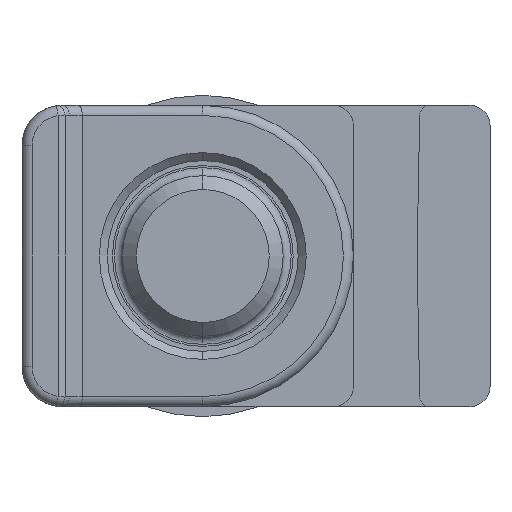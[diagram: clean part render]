
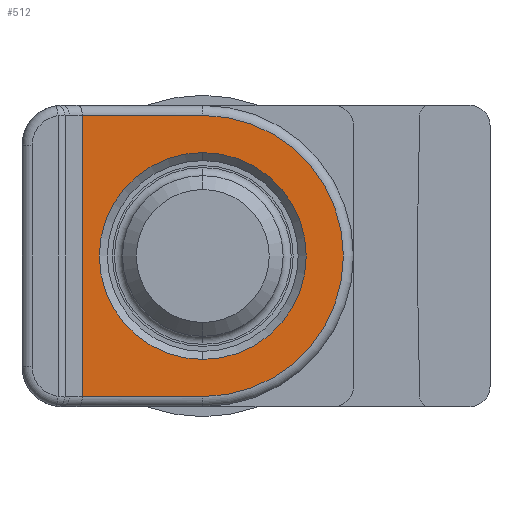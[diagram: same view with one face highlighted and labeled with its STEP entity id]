
A CAD part, front view. The second image highlights one B-rep face of the part: STEP entity #512.
In plain terms, the highlighted planar face has unit normal (0, -1, 0).
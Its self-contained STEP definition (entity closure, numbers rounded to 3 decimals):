
#403 = EDGE_CURVE ( 'NONE', #404, #435, #1636, .T. ) ;
#404 = VERTEX_POINT ( 'NONE', #1650 ) ;
#435 = VERTEX_POINT ( 'NONE', #1802 ) ;
#487 = EDGE_CURVE ( 'NONE', #435, #404, #1784, .T. ) ;
#489 = ORIENTED_EDGE ( 'NONE', *, *, #2696, .T. ) ;
#490 = ORIENTED_EDGE ( 'NONE', *, *, #493, .T. ) ;
#493 = EDGE_CURVE ( 'NONE', #2586, #519, #1865, .T. ) ;
#494 = ORIENTED_EDGE ( 'NONE', *, *, #544, .T. ) ;
#496 = EDGE_LOOP ( 'NONE', ( #507, #548 ) ) ;
#507 = ORIENTED_EDGE ( 'NONE', *, *, #403, .T. ) ;
#512 = ADVANCED_FACE ( 'NONE', ( #1879, #1902 ), #1728, .F. ) ;
#513 = VERTEX_POINT ( 'NONE', #1938 ) ;
#519 = VERTEX_POINT ( 'NONE', #2022 ) ;
#523 = EDGE_LOOP ( 'NONE', ( #494, #2684, #489, #490 ) ) ;
#544 = EDGE_CURVE ( 'NONE', #519, #513, #1944, .T. ) ;
#548 = ORIENTED_EDGE ( 'NONE', *, *, #487, .T. ) ;
#1617 = DIRECTION ( 'NONE',  ( 0., 0., 1. ) ) ;
#1618 = DIRECTION ( 'NONE',  ( 0., 1., 0. ) ) ;
#1619 = CARTESIAN_POINT ( 'NONE',  ( 0., 0., 0. ) ) ;
#1622 = AXIS2_PLACEMENT_3D ( 'NONE', #1727, #1719, #1725 ) ;
#1636 = CIRCLE ( 'NONE', #1648, 5.15 ) ;
#1648 = AXIS2_PLACEMENT_3D ( 'NONE', #1619, #1618, #1617 ) ;
#1650 = CARTESIAN_POINT ( 'NONE',  ( 0., 0., -5.15 ) ) ;
#1719 = DIRECTION ( 'NONE',  ( 0., 1., 0. ) ) ;
#1725 = DIRECTION ( 'NONE',  ( 0., 0., 1. ) ) ;
#1727 = CARTESIAN_POINT ( 'NONE',  ( 0., 0., 0. ) ) ;
#1728 = PLANE ( 'NONE',  #1622 ) ;
#1784 = CIRCLE ( 'NONE', #1877, 5.15 ) ;
#1802 = CARTESIAN_POINT ( 'NONE',  ( 0., 0., 5.15 ) ) ;
#1839 = VECTOR ( 'NONE', #1872, 1000. ) ;
#1865 = LINE ( 'NONE', #1873, #1839 ) ;
#1872 = DIRECTION ( 'NONE',  ( -1., 0., 0. ) ) ;
#1873 = CARTESIAN_POINT ( 'NONE',  ( 0., 0., 7. ) ) ;
#1874 = DIRECTION ( 'NONE',  ( 0., 0., 1. ) ) ;
#1875 = DIRECTION ( 'NONE',  ( 0., 1., 0. ) ) ;
#1876 = CARTESIAN_POINT ( 'NONE',  ( 0., 0., 0. ) ) ;
#1877 = AXIS2_PLACEMENT_3D ( 'NONE', #1876, #1875, #1874 ) ;
#1879 = FACE_BOUND ( 'NONE', #496, .T. ) ;
#1902 = FACE_OUTER_BOUND ( 'NONE', #523, .T. ) ;
#1936 = DIRECTION ( 'NONE',  ( 0., 0., -1. ) ) ;
#1937 = VECTOR ( 'NONE', #1936, 1000. ) ;
#1938 = CARTESIAN_POINT ( 'NONE',  ( -6., 0., -7. ) ) ;
#1944 = LINE ( 'NONE', #1985, #1937 ) ;
#1985 = CARTESIAN_POINT ( 'NONE',  ( -6., 0., 7.5 ) ) ;
#2022 = CARTESIAN_POINT ( 'NONE',  ( -6., 0., 7. ) ) ;
#2049 = DIRECTION ( 'NONE',  ( 1., 0., 0. ) ) ;
#2100 = VECTOR ( 'NONE', #2049, 1000. ) ;
#2101 = CARTESIAN_POINT ( 'NONE',  ( 0., 0., -7. ) ) ;
#2102 = LINE ( 'NONE', #2101, #2100 ) ;
#2347 = CARTESIAN_POINT ( 'NONE',  ( 0., 0., -7. ) ) ;
#2389 = CARTESIAN_POINT ( 'NONE',  ( 0., 0., 7. ) ) ;
#2442 = AXIS2_PLACEMENT_3D ( 'NONE', #2537, #2536, #2535 ) ;
#2443 = CIRCLE ( 'NONE', #2442, 7. ) ;
#2535 = DIRECTION ( 'NONE',  ( 0., 0., 1. ) ) ;
#2536 = DIRECTION ( 'NONE',  ( 0., -1., 0. ) ) ;
#2537 = CARTESIAN_POINT ( 'NONE',  ( 0., 0., 0. ) ) ;
#2553 = EDGE_CURVE ( 'NONE', #513, #2635, #2102, .T. ) ;
#2586 = VERTEX_POINT ( 'NONE', #2389 ) ;
#2635 = VERTEX_POINT ( 'NONE', #2347 ) ;
#2684 = ORIENTED_EDGE ( 'NONE', *, *, #2553, .T. ) ;
#2696 = EDGE_CURVE ( 'NONE', #2635, #2586, #2443, .T. ) ;
